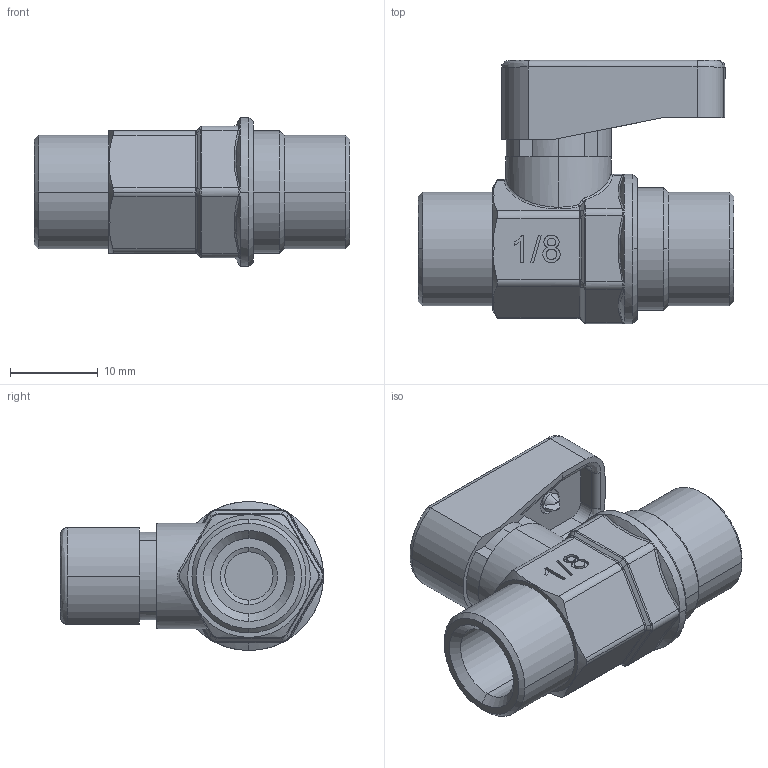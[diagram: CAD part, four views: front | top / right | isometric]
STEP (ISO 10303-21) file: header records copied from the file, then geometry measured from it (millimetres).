
FILE_DESCRIPTION(( 'MV.35V.18.18R.step' ), '1');
FILE_NAME( 'MV.35V.18.18R.step', '2018-10-05T10:48:31',( 'Sopra'),('sopra-pneumatic.com'), 'SwSTEP 2.0','SolidWorks 2009','' );
FILE_SCHEMA (( 'CONFIG_CONTROL_DESIGN' ));
Length unit declared in the file: millimetre
Products named in the file (1): MV.35V.18.18R
Bounding box: 36 x 30 x 17 mm (x, y, z)
Volume: 7194.8 mm3; surface area: 4849.2 mm2
Topology: 3 solids, 4 shells, 549 faces, 1388 edges, 885 vertices
Faces by surface type: plane 227, bspline 165, cylinder 116, cone 41
Entity records: 22874 total; most frequent: CARTESIAN_POINT 10717, ORIENTED_EDGE 2776, DIRECTION 2094, EDGE_CURVE 1388, VERTEX_POINT 885, AXIS2_PLACEMENT_3D 703, VECTOR 688, LINE 688
